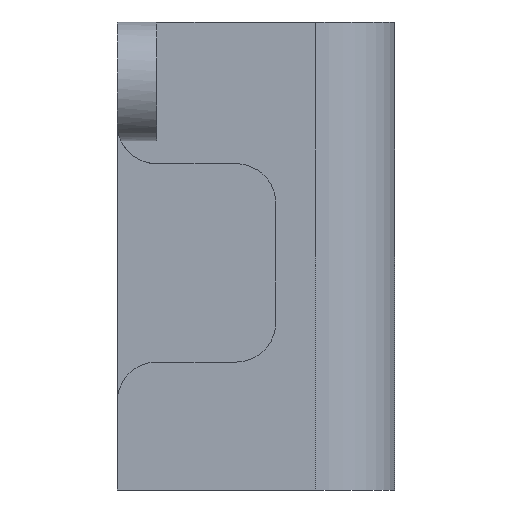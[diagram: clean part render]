
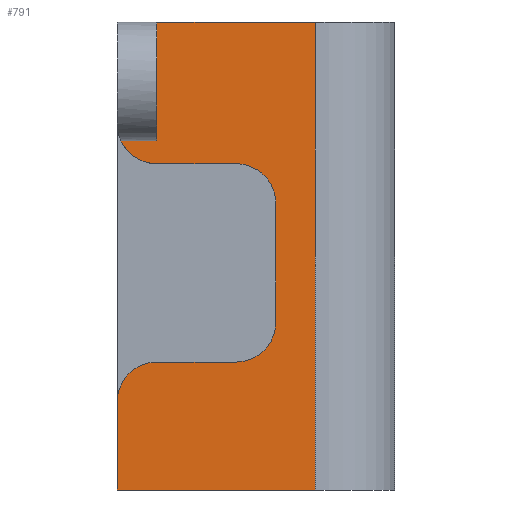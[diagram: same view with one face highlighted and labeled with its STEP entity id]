
A CAD part, left-side view. The second image highlights one B-rep face of the part: STEP entity #791.
In plain terms, the highlighted planar face has unit normal (-1, 0, 0).
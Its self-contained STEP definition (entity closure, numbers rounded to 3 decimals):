
#30=PLANE('',#862);
#57=FACE_OUTER_BOUND('',#99,.T.);
#99=EDGE_LOOP('',(#580,#581,#582,#583,#584,#585,#586,#587,#588,#589,#590,
#591,#592));
#151=LINE('',#1201,#229);
#162=LINE('',#1232,#240);
#166=LINE('',#1244,#244);
#169=LINE('',#1250,#247);
#170=LINE('',#1252,#248);
#171=LINE('',#1254,#249);
#172=LINE('',#1256,#250);
#173=LINE('',#1258,#251);
#174=LINE('',#1261,#252);
#229=VECTOR('',#959,10.);
#240=VECTOR('',#982,10.);
#244=VECTOR('',#994,10.);
#247=VECTOR('',#999,10.);
#248=VECTOR('',#1000,10.);
#249=VECTOR('',#1001,10.);
#250=VECTOR('',#1002,10.);
#251=VECTOR('',#1003,10.);
#252=VECTOR('',#1006,10.);
#308=CIRCLE('',#855,5.);
#310=CIRCLE('',#859,5.);
#312=CIRCLE('',#863,5.);
#313=CIRCLE('',#864,5.);
#352=VERTEX_POINT('',#1199);
#353=VERTEX_POINT('',#1200);
#363=VERTEX_POINT('',#1222);
#364=VERTEX_POINT('',#1223);
#367=VERTEX_POINT('',#1231);
#369=VERTEX_POINT('',#1237);
#371=VERTEX_POINT('',#1243);
#373=VERTEX_POINT('',#1249);
#374=VERTEX_POINT('',#1251);
#375=VERTEX_POINT('',#1253);
#376=VERTEX_POINT('',#1255);
#377=VERTEX_POINT('',#1257);
#378=VERTEX_POINT('',#1260);
#433=EDGE_CURVE('',#352,#353,#151,.T.);
#444=EDGE_CURVE('',#363,#364,#308,.T.);
#448=EDGE_CURVE('',#367,#364,#162,.T.);
#451=EDGE_CURVE('',#353,#369,#310,.T.);
#454=EDGE_CURVE('',#371,#369,#166,.T.);
#457=EDGE_CURVE('',#373,#352,#169,.T.);
#458=EDGE_CURVE('',#374,#373,#170,.T.);
#459=EDGE_CURVE('',#375,#374,#171,.T.);
#460=EDGE_CURVE('',#375,#376,#172,.T.);
#461=EDGE_CURVE('',#376,#377,#173,.T.);
#462=EDGE_CURVE('',#367,#377,#312,.T.);
#463=EDGE_CURVE('',#363,#378,#174,.T.);
#464=EDGE_CURVE('',#371,#378,#313,.T.);
#580=ORIENTED_EDGE('',*,*,#451,.F.);
#581=ORIENTED_EDGE('',*,*,#433,.F.);
#582=ORIENTED_EDGE('',*,*,#457,.F.);
#583=ORIENTED_EDGE('',*,*,#458,.F.);
#584=ORIENTED_EDGE('',*,*,#459,.F.);
#585=ORIENTED_EDGE('',*,*,#460,.T.);
#586=ORIENTED_EDGE('',*,*,#461,.T.);
#587=ORIENTED_EDGE('',*,*,#462,.F.);
#588=ORIENTED_EDGE('',*,*,#448,.T.);
#589=ORIENTED_EDGE('',*,*,#444,.F.);
#590=ORIENTED_EDGE('',*,*,#463,.T.);
#591=ORIENTED_EDGE('',*,*,#464,.F.);
#592=ORIENTED_EDGE('',*,*,#454,.T.);
#791=ADVANCED_FACE('',(#57),#30,.T.);
#855=AXIS2_PLACEMENT_3D('',#1224,#974,#975);
#859=AXIS2_PLACEMENT_3D('',#1238,#987,#988);
#862=AXIS2_PLACEMENT_3D('',#1248,#997,#998);
#863=AXIS2_PLACEMENT_3D('',#1259,#1004,#1005);
#864=AXIS2_PLACEMENT_3D('',#1262,#1007,#1008);
#959=DIRECTION('',(0.,0.,1.));
#974=DIRECTION('center_axis',(-1.,0.,0.));
#975=DIRECTION('ref_axis',(0.,-0.707,0.707));
#982=DIRECTION('',(0.,-1.,0.));
#987=DIRECTION('center_axis',(1.,0.,0.));
#988=DIRECTION('ref_axis',(0.,0.707,0.707));
#994=DIRECTION('',(0.,1.,0.));
#997=DIRECTION('center_axis',(-1.,0.,0.));
#998=DIRECTION('ref_axis',(0.,-1.,0.));
#999=DIRECTION('',(0.,1.,0.));
#1000=DIRECTION('',(0.,0.,-1.));
#1001=DIRECTION('',(0.,-1.,0.));
#1002=DIRECTION('',(0.,0.,-1.));
#1003=DIRECTION('',(0.,1.,0.));
#1004=DIRECTION('center_axis',(1.,0.,0.));
#1005=DIRECTION('ref_axis',(0.,0.707,-0.707));
#1006=DIRECTION('',(0.,0.,-1.));
#1007=DIRECTION('center_axis',(-1.,0.,0.));
#1008=DIRECTION('ref_axis',(0.,-0.707,-0.707));
#1199=CARTESIAN_POINT('',(12.5,17.5,0.));
#1200=CARTESIAN_POINT('',(12.5,17.5,11.137));
#1201=CARTESIAN_POINT('',(12.5,17.5,2.));
#1222=CARTESIAN_POINT('',(12.5,-2.5,36.137));
#1223=CARTESIAN_POINT('',(12.5,2.5,41.137));
#1224=CARTESIAN_POINT('Origin',(12.5,2.5,36.137));
#1231=CARTESIAN_POINT('',(12.5,12.5,41.137));
#1232=CARTESIAN_POINT('',(12.5,17.5,41.137));
#1237=CARTESIAN_POINT('',(12.5,12.5,16.137));
#1238=CARTESIAN_POINT('Origin',(12.5,12.5,11.137));
#1243=CARTESIAN_POINT('',(12.5,2.5,16.137));
#1244=CARTESIAN_POINT('',(12.5,7.5,16.137));
#1248=CARTESIAN_POINT('Origin',(12.5,17.5,4.));
#1249=CARTESIAN_POINT('',(12.5,-7.5,0.));
#1250=CARTESIAN_POINT('',(12.5,8.75,0.));
#1251=CARTESIAN_POINT('',(12.5,-7.5,59.));
#1252=CARTESIAN_POINT('',(12.5,-7.5,2.));
#1253=CARTESIAN_POINT('',(12.5,12.5,59.));
#1254=CARTESIAN_POINT('',(12.5,-17.5,59.));
#1255=CARTESIAN_POINT('',(12.5,12.5,44.));
#1256=CARTESIAN_POINT('',(12.5,12.5,27.75));
#1257=CARTESIAN_POINT('',(12.5,17.02,44.));
#1258=CARTESIAN_POINT('',(12.5,17.5,44.));
#1259=CARTESIAN_POINT('Origin',(12.5,12.5,46.137));
#1260=CARTESIAN_POINT('',(12.5,-2.5,21.137));
#1261=CARTESIAN_POINT('',(12.5,-2.5,22.568));
#1262=CARTESIAN_POINT('Origin',(12.5,2.5,21.137));
